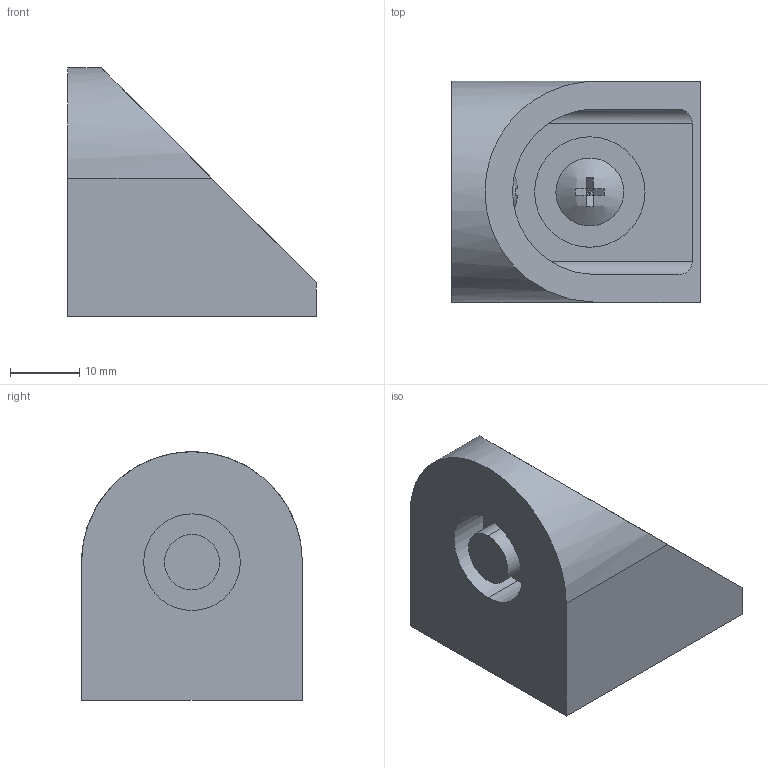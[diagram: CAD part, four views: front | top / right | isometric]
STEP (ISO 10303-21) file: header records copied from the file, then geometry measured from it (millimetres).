
FILE_DESCRIPTION (( 'STEP AP214' ), '1' );
FILE_NAME ('71204101', '2019-02-04T10:20:29', ( '' ), ('JUGARD+KÜNSTNER GmbH'), 'SwSTEP 2.0', 'SolidWorks 2017', '' );
FILE_SCHEMA (( 'AUTOMOTIVE_DESIGN' ));
Length unit declared in the file: millimetre
Products named in the file (1): 71204101_CNAJF00
Bounding box: 36 x 32 x 36 mm (x, y, z)
Volume: 15454.6 mm3; surface area: 7587.3 mm2
Topology: 1 solids, 1 shells, 82 faces, 161 edges, 92 vertices
Faces by surface type: plane 64, cylinder 16, bspline 2
Entity records: 2241 total; most frequent: CARTESIAN_POINT 570, DIRECTION 335, ORIENTED_EDGE 322, EDGE_CURVE 161, AXIS2_PLACEMENT_3D 117, VECTOR 101, LINE 101, EDGE_LOOP 93
